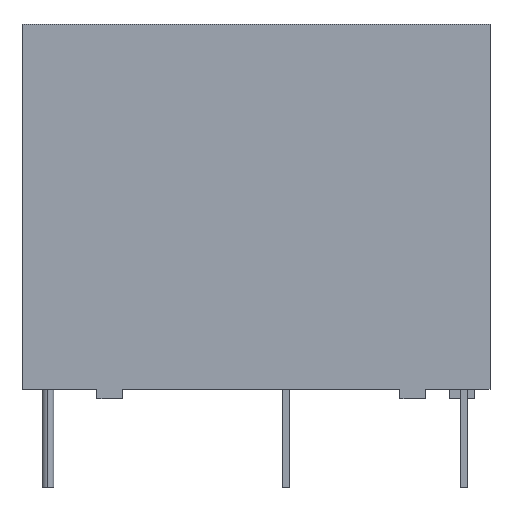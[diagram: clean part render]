
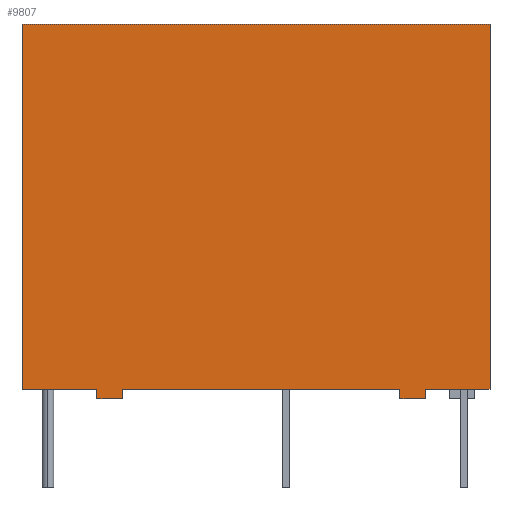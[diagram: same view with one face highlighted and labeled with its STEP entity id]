
A CAD part, front view. The second image highlights one B-rep face of the part: STEP entity #9807.
In plain terms, the highlighted planar face has unit normal (0, -1, 0).
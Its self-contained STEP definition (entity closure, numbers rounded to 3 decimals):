
#316 = LINE ( 'NONE', #7684, #838 ) ;
#753 = LINE ( 'NONE', #3230, #5893 ) ;
#768 = DIRECTION ( 'NONE',  ( 0., 0., -1. ) ) ;
#796 = VECTOR ( 'NONE', #2243, 1000. ) ;
#799 = CARTESIAN_POINT ( 'NONE',  ( -6.8, -5., 0. ) ) ;
#838 = VECTOR ( 'NONE', #12003, 1000. ) ;
#972 = VECTOR ( 'NONE', #10929, 1000. ) ;
#1042 = CARTESIAN_POINT ( 'NONE',  ( -5.7, -5., 0.4 ) ) ;
#1113 = EDGE_CURVE ( 'NONE', #12872, #9026, #1455, .T. ) ;
#1182 = ORIENTED_EDGE ( 'NONE', *, *, #2398, .T. ) ;
#1239 = CARTESIAN_POINT ( 'NONE',  ( 7.25, -5., 0. ) ) ;
#1455 = LINE ( 'NONE', #3480, #7844 ) ;
#1633 = LINE ( 'NONE', #1042, #972 ) ;
#2223 = CARTESIAN_POINT ( 'NONE',  ( -5.7, -5., 0.4 ) ) ;
#2241 = DIRECTION ( 'NONE',  ( 0., 0., -1. ) ) ;
#2243 = DIRECTION ( 'NONE',  ( 1., 0., 0. ) ) ;
#2260 = DIRECTION ( 'NONE',  ( 0., 0., -1. ) ) ;
#2261 = LINE ( 'NONE', #799, #4349 ) ;
#2276 = VECTOR ( 'NONE', #2241, 1000. ) ;
#2310 = EDGE_CURVE ( 'NONE', #13727, #12872, #8720, .T. ) ;
#2327 = VECTOR ( 'NONE', #6440, 1000. ) ;
#2334 = PLANE ( 'NONE',  #8943 ) ;
#2391 = VERTEX_POINT ( 'NONE', #12054 ) ;
#2398 = EDGE_CURVE ( 'NONE', #7444, #9026, #316, .T. ) ;
#2837 = CARTESIAN_POINT ( 'NONE',  ( 6.15, -5., 0. ) ) ;
#3048 = VERTEX_POINT ( 'NONE', #11976 ) ;
#3069 = CARTESIAN_POINT ( 'NONE',  ( -6.8, -5., 0.4 ) ) ;
#3160 = ORIENTED_EDGE ( 'NONE', *, *, #8878, .T. ) ;
#3230 = CARTESIAN_POINT ( 'NONE',  ( -6.8, -5., 0.4 ) ) ;
#3236 = ORIENTED_EDGE ( 'NONE', *, *, #1113, .F. ) ;
#3256 = FACE_OUTER_BOUND ( 'NONE', #11313, .T. ) ;
#3480 = CARTESIAN_POINT ( 'NONE',  ( 10., -5., 16. ) ) ;
#3503 = CARTESIAN_POINT ( 'NONE',  ( -10., -5., 16. ) ) ;
#3508 = DIRECTION ( 'NONE',  ( -1., 0., 0. ) ) ;
#3545 = EDGE_CURVE ( 'NONE', #2391, #11040, #1633, .T. ) ;
#4333 = CARTESIAN_POINT ( 'NONE',  ( -10., -5., 0.4 ) ) ;
#4349 = VECTOR ( 'NONE', #9613, 1000. ) ;
#4351 = VERTEX_POINT ( 'NONE', #10463 ) ;
#4734 = DIRECTION ( 'NONE',  ( 1., 0., 0. ) ) ;
#4740 = LINE ( 'NONE', #12223, #796 ) ;
#4875 = VECTOR ( 'NONE', #7549, 1000. ) ;
#5213 = LINE ( 'NONE', #3503, #2276 ) ;
#5625 = ORIENTED_EDGE ( 'NONE', *, *, #8426, .T. ) ;
#5633 = ORIENTED_EDGE ( 'NONE', *, *, #3545, .T. ) ;
#5657 = VECTOR ( 'NONE', #4734, 1000. ) ;
#5702 = VERTEX_POINT ( 'NONE', #4333 ) ;
#5893 = VECTOR ( 'NONE', #8595, 1000. ) ;
#6098 = ORIENTED_EDGE ( 'NONE', *, *, #2310, .F. ) ;
#6214 = ORIENTED_EDGE ( 'NONE', *, *, #13199, .T. ) ;
#6440 = DIRECTION ( 'NONE',  ( 0., 0., 1. ) ) ;
#6551 = CARTESIAN_POINT ( 'NONE',  ( 10., -5., 0.4 ) ) ;
#6649 = LINE ( 'NONE', #11721, #11816 ) ;
#6928 = LINE ( 'NONE', #13907, #11400 ) ;
#7359 = CARTESIAN_POINT ( 'NONE',  ( 7.25, -5., 0.4 ) ) ;
#7444 = VERTEX_POINT ( 'NONE', #7359 ) ;
#7540 = CARTESIAN_POINT ( 'NONE',  ( 10., -5., 16. ) ) ;
#7549 = DIRECTION ( 'NONE',  ( 1., 0., 0. ) ) ;
#7684 = CARTESIAN_POINT ( 'NONE',  ( -10., -5., 0.4 ) ) ;
#7844 = VECTOR ( 'NONE', #2260, 1000. ) ;
#8426 = EDGE_CURVE ( 'NONE', #4351, #12037, #6928, .T. ) ;
#8595 = DIRECTION ( 'NONE',  ( 0., 0., -1. ) ) ;
#8621 = ORIENTED_EDGE ( 'NONE', *, *, #9429, .T. ) ;
#8629 = EDGE_CURVE ( 'NONE', #13727, #5702, #5213, .T. ) ;
#8669 = CARTESIAN_POINT ( 'NONE',  ( -10., -5., 16. ) ) ;
#8706 = ORIENTED_EDGE ( 'NONE', *, *, #13288, .T. ) ;
#8720 = LINE ( 'NONE', #13033, #4875 ) ;
#8878 = EDGE_CURVE ( 'NONE', #3048, #2391, #2261, .T. ) ;
#8919 = CARTESIAN_POINT ( 'NONE',  ( -10., -5., 16. ) ) ;
#8943 = AXIS2_PLACEMENT_3D ( 'NONE', #8919, #9999, #3508 ) ;
#9026 = VERTEX_POINT ( 'NONE', #6551 ) ;
#9195 = ORIENTED_EDGE ( 'NONE', *, *, #9888, .T. ) ;
#9429 = EDGE_CURVE ( 'NONE', #11843, #3048, #753, .T. ) ;
#9613 = DIRECTION ( 'NONE',  ( 1., 0., 0. ) ) ;
#9638 = CARTESIAN_POINT ( 'NONE',  ( 7.25, -5., 0.4 ) ) ;
#9646 = LINE ( 'NONE', #11330, #5657 ) ;
#9807 = ADVANCED_FACE ( 'NONE', ( #3256 ), #2334, .F. ) ;
#9888 = EDGE_CURVE ( 'NONE', #12037, #10313, #9646, .T. ) ;
#9999 = DIRECTION ( 'NONE',  ( 0., 1., 0. ) ) ;
#10313 = VERTEX_POINT ( 'NONE', #1239 ) ;
#10463 = CARTESIAN_POINT ( 'NONE',  ( 6.15, -5., 0.4 ) ) ;
#10763 = ORIENTED_EDGE ( 'NONE', *, *, #8629, .T. ) ;
#10929 = DIRECTION ( 'NONE',  ( 0., 0., 1. ) ) ;
#11040 = VERTEX_POINT ( 'NONE', #2223 ) ;
#11313 = EDGE_LOOP ( 'NONE', ( #1182, #3236, #6098, #10763, #6214, #8621, #3160, #5633, #11844, #5625, #9195, #8706 ) ) ;
#11330 = CARTESIAN_POINT ( 'NONE',  ( 6.15, -5., 0. ) ) ;
#11400 = VECTOR ( 'NONE', #768, 1000. ) ;
#11721 = CARTESIAN_POINT ( 'NONE',  ( -10., -5., 0.4 ) ) ;
#11816 = VECTOR ( 'NONE', #12810, 1000. ) ;
#11843 = VERTEX_POINT ( 'NONE', #3069 ) ;
#11844 = ORIENTED_EDGE ( 'NONE', *, *, #13401, .T. ) ;
#11976 = CARTESIAN_POINT ( 'NONE',  ( -6.8, -5., 0. ) ) ;
#12003 = DIRECTION ( 'NONE',  ( 1., 0., 0. ) ) ;
#12037 = VERTEX_POINT ( 'NONE', #2837 ) ;
#12054 = CARTESIAN_POINT ( 'NONE',  ( -5.7, -5., 0. ) ) ;
#12223 = CARTESIAN_POINT ( 'NONE',  ( -10., -5., 0.4 ) ) ;
#12810 = DIRECTION ( 'NONE',  ( 1., 0., 0. ) ) ;
#12872 = VERTEX_POINT ( 'NONE', #7540 ) ;
#13033 = CARTESIAN_POINT ( 'NONE',  ( -10., -5., 16. ) ) ;
#13199 = EDGE_CURVE ( 'NONE', #5702, #11843, #6649, .T. ) ;
#13288 = EDGE_CURVE ( 'NONE', #10313, #7444, #14058, .T. ) ;
#13401 = EDGE_CURVE ( 'NONE', #11040, #4351, #4740, .T. ) ;
#13727 = VERTEX_POINT ( 'NONE', #8669 ) ;
#13907 = CARTESIAN_POINT ( 'NONE',  ( 6.15, -5., 0.4 ) ) ;
#14058 = LINE ( 'NONE', #9638, #2327 ) ;
